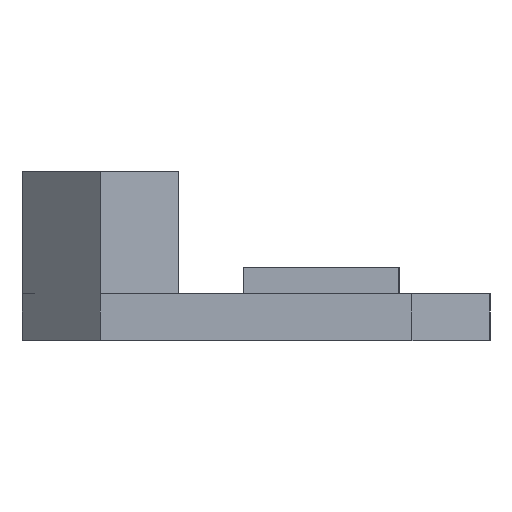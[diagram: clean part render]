
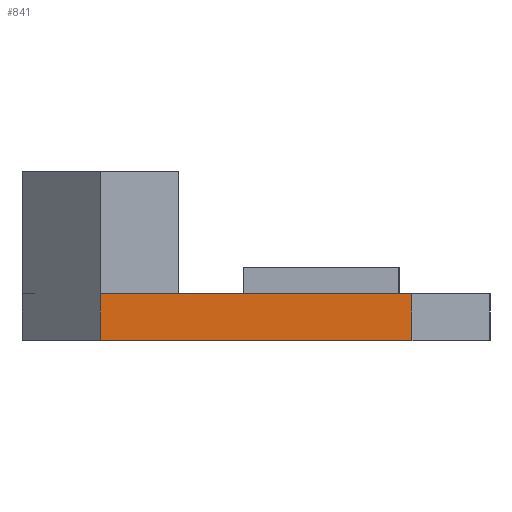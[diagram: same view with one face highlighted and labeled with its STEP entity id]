
A CAD part, left-side view. The second image highlights one B-rep face of the part: STEP entity #841.
In plain terms, the highlighted planar face has unit normal (-1, 0, 0).
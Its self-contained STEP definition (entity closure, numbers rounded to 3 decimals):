
#24 = LINE ( 'NONE', #889, #44 ) ;
#43 = LINE ( 'NONE', #913, #50 ) ;
#44 = VECTOR ( 'NONE', #876, 1000. ) ;
#50 = VECTOR ( 'NONE', #905, 1000. ) ;
#53 = VECTOR ( 'NONE', #860, 1000. ) ;
#69 = LINE ( 'NONE', #892, #53 ) ;
#213 = FACE_OUTER_BOUND ( 'NONE', #689, .T. ) ;
#295 = AXIS2_PLACEMENT_3D ( 'NONE', #1121, #1139, #1156 ) ;
#322 = LINE ( 'NONE', #884, #358 ) ;
#351 = ORIENTED_EDGE ( 'NONE', *, *, #729, .F. ) ;
#358 = VECTOR ( 'NONE', #872, 1000. ) ;
#372 = ORIENTED_EDGE ( 'NONE', *, *, #721, .T. ) ;
#376 = ORIENTED_EDGE ( 'NONE', *, *, #728, .F. ) ;
#377 = ORIENTED_EDGE ( 'NONE', *, *, #745, .T. ) ;
#386 = CARTESIAN_POINT ( 'NONE',  ( -62.8, 15., 1.8 ) ) ;
#391 = CARTESIAN_POINT ( 'NONE',  ( -62.8, 3., 0. ) ) ;
#516 = CARTESIAN_POINT ( 'NONE',  ( -62.8, 15., 0. ) ) ;
#538 = CARTESIAN_POINT ( 'NONE',  ( -62.8, 3., 1.8 ) ) ;
#572 = VERTEX_POINT ( 'NONE', #538 ) ;
#586 = VERTEX_POINT ( 'NONE', #516 ) ;
#599 = VERTEX_POINT ( 'NONE', #391 ) ;
#605 = VERTEX_POINT ( 'NONE', #386 ) ;
#689 = EDGE_LOOP ( 'NONE', ( #377, #376, #351, #372 ) ) ;
#721 = EDGE_CURVE ( 'NONE', #605, #586, #322, .T. ) ;
#728 = EDGE_CURVE ( 'NONE', #572, #599, #24, .T. ) ;
#729 = EDGE_CURVE ( 'NONE', #605, #572, #69, .T. ) ;
#745 = EDGE_CURVE ( 'NONE', #586, #599, #43, .T. ) ;
#841 = ADVANCED_FACE ( 'NONE', ( #213 ), #1115, .F. ) ;
#860 = DIRECTION ( 'NONE',  ( 0., -1., 0. ) ) ;
#872 = DIRECTION ( 'NONE',  ( 0., 0., -1. ) ) ;
#876 = DIRECTION ( 'NONE',  ( 0., 0., -1. ) ) ;
#884 = CARTESIAN_POINT ( 'NONE',  ( -62.8, 15., 1.8 ) ) ;
#889 = CARTESIAN_POINT ( 'NONE',  ( -62.8, 3., 1.8 ) ) ;
#892 = CARTESIAN_POINT ( 'NONE',  ( -62.8, 15., 1.8 ) ) ;
#905 = DIRECTION ( 'NONE',  ( 0., -1., 0. ) ) ;
#913 = CARTESIAN_POINT ( 'NONE',  ( -62.8, 15., 0. ) ) ;
#1115 = PLANE ( 'NONE',  #295 ) ;
#1121 = CARTESIAN_POINT ( 'NONE',  ( -62.8, 15., 1.8 ) ) ;
#1139 = DIRECTION ( 'NONE',  ( 1., 0., 0. ) ) ;
#1156 = DIRECTION ( 'NONE',  ( 0., 1., 0. ) ) ;
